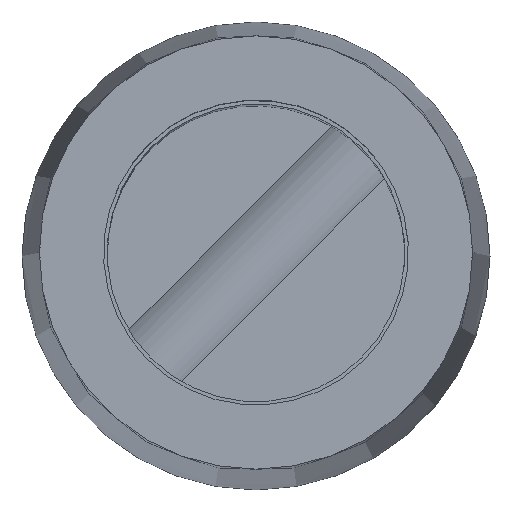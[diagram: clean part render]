
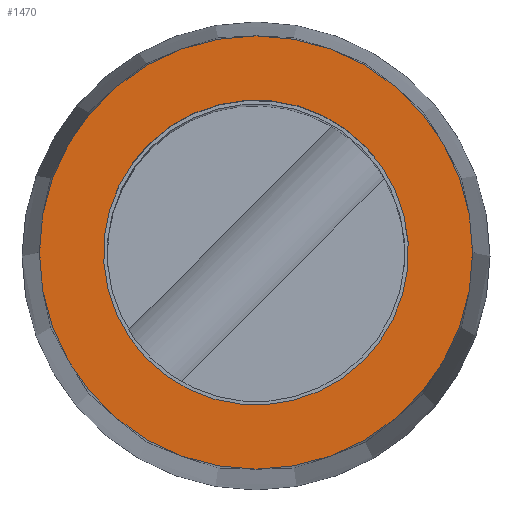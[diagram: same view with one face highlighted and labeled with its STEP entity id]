
A CAD part, top view. The second image highlights one B-rep face of the part: STEP entity #1470.
In plain terms, the highlighted face is planar.
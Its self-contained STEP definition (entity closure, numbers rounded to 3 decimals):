
#120=CARTESIAN_POINT('',(-39.908,20.1,
-1.888));
#130=VERTEX_POINT('',#120);
#160=CARTESIAN_POINT('',(-40.828,20.1,0.));
#170=DIRECTION('',(0.,1.,0.));
#180=DIRECTION('',(0.438,0.,-0.899));
#190=AXIS2_PLACEMENT_3D('',#160,#170,#180);
#200=CIRCLE('',#190,2.1);
#210=CARTESIAN_POINT('',(-41.749,20.1,
1.888));
#220=VERTEX_POINT('',#210);
#230=EDGE_CURVE('',#220,#130,#200,.T.);
#1020=CARTESIAN_POINT('',(-43.812,20.1,0.));
#1030=VERTEX_POINT('',#1020);
#1110=CARTESIAN_POINT('',(-37.844,20.1,0.));
#1120=VERTEX_POINT('',#1110);
#1150=CARTESIAN_POINT('',(-40.828,20.1,0.));
#1160=DIRECTION('',(0.,-1.,0.));
#1170=DIRECTION('',(1.,0.,0.));
#1180=AXIS2_PLACEMENT_3D('',#1150,#1160,#1170);
#1190=CIRCLE('',#1180,2.984);
#1200=EDGE_CURVE('',#1030,#1120,#1190,.T.);
#1320=CARTESIAN_POINT('',(-38.203,20.1,0.));
#1330=DIRECTION('',(-0.,1.,0.));
#1340=DIRECTION('',(1.,0.,0.));
#1350=AXIS2_PLACEMENT_3D('',#1320,#1330,#1340);
#1360=PLANE('',#1350);
#1370=EDGE_CURVE('',#130,#220,#200,.T.);
#1380=ORIENTED_EDGE('',*,*,#1370,.F.);
#1390=ORIENTED_EDGE('',*,*,#230,.F.);
#1400=EDGE_LOOP('',(#1390,#1380));
#1410=FACE_BOUND('',#1400,.T.);
#1420=EDGE_CURVE('',#1120,#1030,#1190,.T.);
#1430=ORIENTED_EDGE('',*,*,#1420,.F.);
#1440=ORIENTED_EDGE('',*,*,#1200,.F.);
#1450=EDGE_LOOP('',(#1440,#1430));
#1460=FACE_OUTER_BOUND('',#1450,.T.);
#1470=ADVANCED_FACE('',(#1410,#1460),#1360,.T.);
